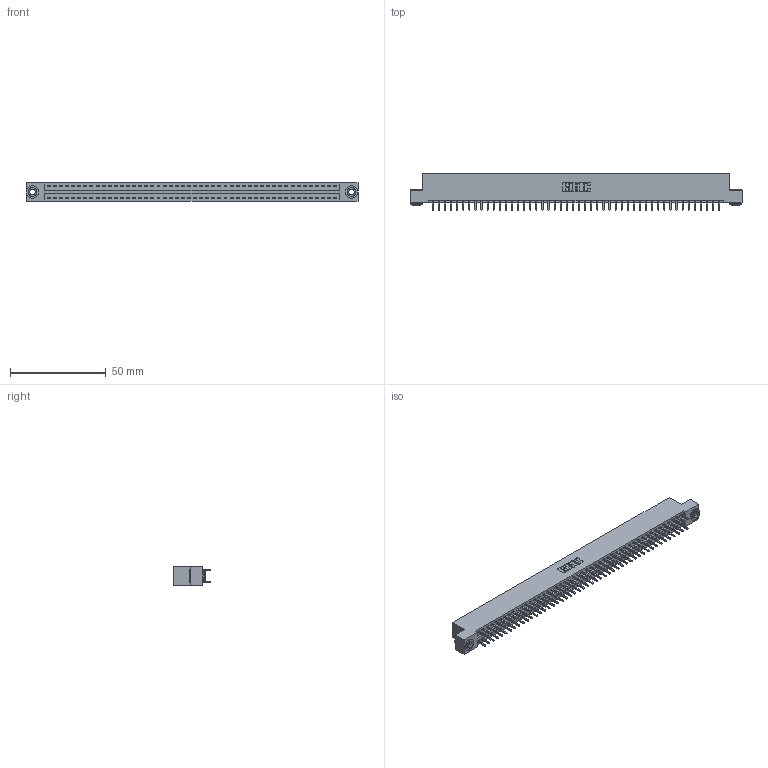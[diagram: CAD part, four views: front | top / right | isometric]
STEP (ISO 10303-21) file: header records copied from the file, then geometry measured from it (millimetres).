
FILE_DESCRIPTION (( 'STEP AP203' ), '1' );
FILE_NAME ('396-096-521-203.STEP', '2019-10-31T03:52:08', ( '' ), ( '' ), 'SwSTEP 2.0', 'SolidWorks 2016', '' );
FILE_SCHEMA (( 'CONFIG_CONTROL_DESIGN' ));
Length unit declared in the file: inch
Products named in the file (4): 396-096-521-203; 345-292-001_345-293-121; 345-250-002_345-250-002-102; 346 Part_Flush Mounting Lugs - 0.156 Dia-TH
Assembly tree (99 placements, depth 2):
  396-096-521-203
    346 Part_Flush Mounting Lugs - 0.156 Dia-TH
    345-292-001_345-293-121  x96
    345-250-002_345-250-002-102  x2
Bounding box: 172.97 x 19.05 x 9.4 mm (x, y, z)
Volume: 16893.9 mm3; surface area: 23266.5 mm2
Topology: 99 solids, 99 shells, 5152 faces, 15285 edges, 10058 vertices
Faces by surface type: plane 3446, cylinder 1698, cone 8
Entity records: 31186 total; most frequent: CARTESIAN_POINT 5107, ORIENTED_EDGE 5034, DIRECTION 4583, EDGE_CURVE 2517, VECTOR 2169, LINE 2169, VERTEX_POINT 1674, AXIS2_PLACEMENT_3D 1207
